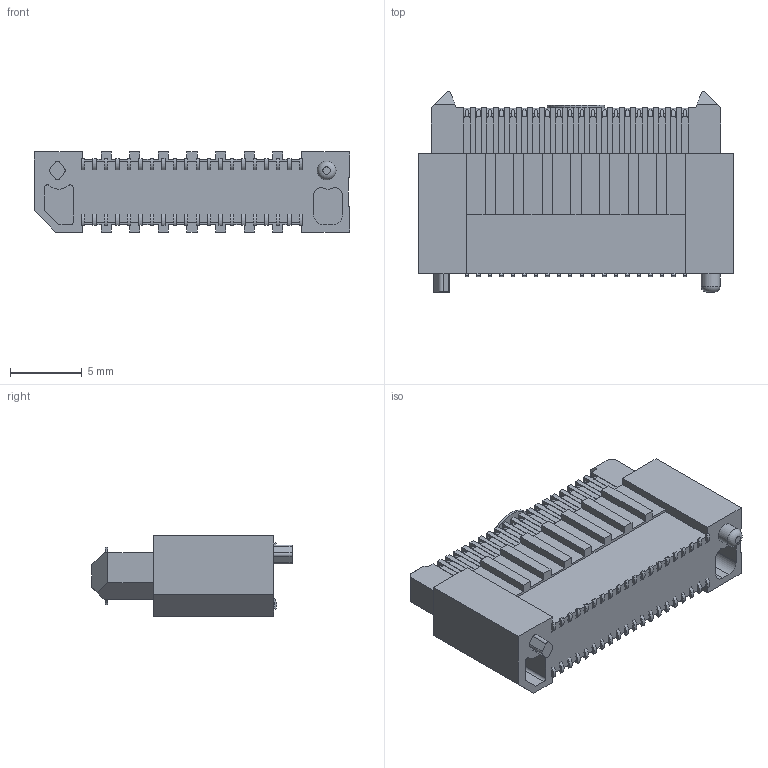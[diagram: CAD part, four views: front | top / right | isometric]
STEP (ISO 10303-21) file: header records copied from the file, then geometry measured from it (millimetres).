
FILE_DESCRIPTION(/* description */ ('STEP AP214'),/* implementation_level */ '2;1');
FILE_NAME(/* name */ 'ERM8-020-09_0-L-DV-K-TR',/* time_stamp */ '2024-10-23T12:02:26+02:00',/* author */ ('License CC BY-ND 4.0'),/* organization */ ('CADENAS'),/* preprocessor_version */ 'ST-DEVELOPER v19.3',/* originating_system */ 'PARTsolutions',/* authorisation */ ' ');
FILE_SCHEMA (('AUTOMOTIVE_DESIGN {1 0 10303 214 3 1 1}'));
Length unit declared in the file: millimetre
Products named in the file (5): ERM8-020-09.0-L-DV-K-TR; ERM8-020-09.0-DV-KT; ERM8-020-09.0-DV_pin; ERM8-020-09.0-DV3_pin; KP-87
Assembly tree (4 placements, depth 2):
  ERM8-020-09.0-L-DV-K-TR
    ERM8-020-09.0-DV-KT
    ERM8-020-09.0-DV_pin
    ERM8-020-09.0-DV3_pin
    KP-87
Bounding box: 22 x 13.97 x 5.6 mm (x, y, z)
Volume: 1033 mm3; surface area: 2055.8 mm2
Topology: 4 solids, 4 shells, 1677 faces, 4838 edges, 3172 vertices
Faces by surface type: plane 1077, cylinder 599, torus 1
Full cylindrical faces by diameter (mm): 1.32 x1, 4 x1
Entity records: 54965 total; most frequent: CARTESIAN_POINT 10407, ORIENTED_EDGE 9668, DIRECTION 8917, EDGE_CURVE 4834, LINE 3635, VECTOR 3635, VERTEX_POINT 3171, AXIS2_PLACEMENT_3D 2641
